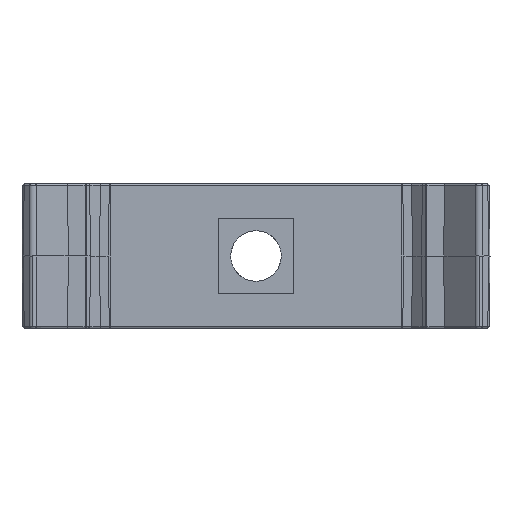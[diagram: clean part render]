
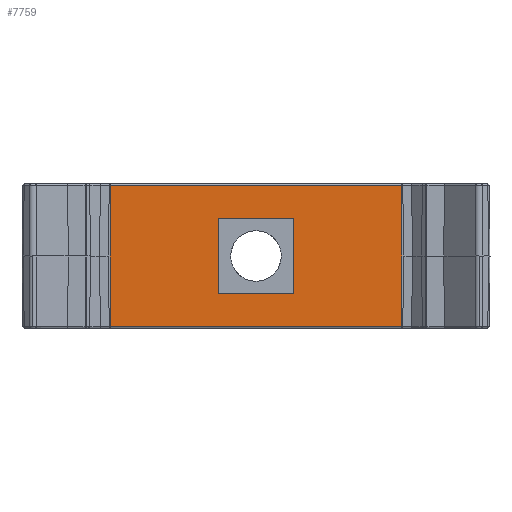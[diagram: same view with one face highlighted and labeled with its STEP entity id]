
A CAD part, front view. The second image highlights one B-rep face of the part: STEP entity #7759.
In plain terms, the highlighted planar face has unit normal (0, -1, 0).
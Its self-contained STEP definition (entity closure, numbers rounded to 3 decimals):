
#242 = CARTESIAN_POINT ( 'NONE',  ( 16.1, 0., -7.8 ) ) ;
#500 = VERTEX_POINT ( 'NONE', #5941 ) ;
#650 = VERTEX_POINT ( 'NONE', #5057 ) ;
#743 = DIRECTION ( 'NONE',  ( 0., 0., 1. ) ) ;
#983 = VECTOR ( 'NONE', #2331, 1000. ) ;
#1072 = VECTOR ( 'NONE', #8308, 1000. ) ;
#1219 = EDGE_LOOP ( 'NONE', ( #2272, #3824, #11378, #2257, #2069, #3757 ) ) ;
#1251 = VECTOR ( 'NONE', #7065, 1000. ) ;
#1422 = LINE ( 'NONE', #14371, #1072 ) ;
#1781 = CARTESIAN_POINT ( 'NONE',  ( 16.1, 0., 7.8 ) ) ;
#1968 = VERTEX_POINT ( 'NONE', #2743 ) ;
#2069 = ORIENTED_EDGE ( 'NONE', *, *, #12276, .F. ) ;
#2257 = ORIENTED_EDGE ( 'NONE', *, *, #14060, .F. ) ;
#2272 = ORIENTED_EDGE ( 'NONE', *, *, #4706, .F. ) ;
#2298 = CARTESIAN_POINT ( 'NONE',  ( 16.1, 0., 0. ) ) ;
#2331 = DIRECTION ( 'NONE',  ( 0., 0., -1. ) ) ;
#2344 = VECTOR ( 'NONE', #5117, 1000. ) ;
#2399 = VECTOR ( 'NONE', #3331, 1000. ) ;
#2696 = ORIENTED_EDGE ( 'NONE', *, *, #5531, .F. ) ;
#2743 = CARTESIAN_POINT ( 'NONE',  ( -4.15, 0., -4.15 ) ) ;
#2827 = LINE ( 'NONE', #8133, #1251 ) ;
#3234 = EDGE_CURVE ( 'NONE', #3565, #500, #4968, .T. ) ;
#3331 = DIRECTION ( 'NONE',  ( 0., 0., -1. ) ) ;
#3543 = LINE ( 'NONE', #10902, #5617 ) ;
#3565 = VERTEX_POINT ( 'NONE', #9325 ) ;
#3757 = ORIENTED_EDGE ( 'NONE', *, *, #8091, .F. ) ;
#3824 = ORIENTED_EDGE ( 'NONE', *, *, #3234, .F. ) ;
#3933 = EDGE_CURVE ( 'NONE', #13209, #1968, #13206, .T. ) ;
#4241 = FACE_BOUND ( 'NONE', #13109, .T. ) ;
#4340 = DIRECTION ( 'NONE',  ( 1., 0., 0. ) ) ;
#4572 = FACE_OUTER_BOUND ( 'NONE', #1219, .T. ) ;
#4706 = EDGE_CURVE ( 'NONE', #500, #9310, #10561, .T. ) ;
#4825 = DIRECTION ( 'NONE',  ( 0., 0., -1. ) ) ;
#4968 = LINE ( 'NONE', #11161, #8643 ) ;
#5057 = CARTESIAN_POINT ( 'NONE',  ( 16.1, 0., 7.8 ) ) ;
#5117 = DIRECTION ( 'NONE',  ( 0., 0., 1. ) ) ;
#5263 = LINE ( 'NONE', #1781, #11063 ) ;
#5506 = CARTESIAN_POINT ( 'NONE',  ( 16.1, 0., 8. ) ) ;
#5531 = EDGE_CURVE ( 'NONE', #1968, #7951, #3543, .T. ) ;
#5617 = VECTOR ( 'NONE', #4340, 1000. ) ;
#5815 = DIRECTION ( 'NONE',  ( -1., 0., 0. ) ) ;
#5941 = CARTESIAN_POINT ( 'NONE',  ( -16.1, 0., 0. ) ) ;
#6339 = ORIENTED_EDGE ( 'NONE', *, *, #8509, .F. ) ;
#6613 = CARTESIAN_POINT ( 'NONE',  ( 4.15, 0., 4.15 ) ) ;
#6731 = LINE ( 'NONE', #11227, #983 ) ;
#7065 = DIRECTION ( 'NONE',  ( 0., 0., 1. ) ) ;
#7189 = AXIS2_PLACEMENT_3D ( 'NONE', #9675, #8652, #743 ) ;
#7759 = ADVANCED_FACE ( 'NONE', ( #4572, #4241 ), #8695, .F. ) ;
#7805 = LINE ( 'NONE', #5506, #2399 ) ;
#7951 = VERTEX_POINT ( 'NONE', #10194 ) ;
#8087 = CARTESIAN_POINT ( 'NONE',  ( 16.1, 0., -7.8 ) ) ;
#8091 = EDGE_CURVE ( 'NONE', #9310, #650, #5263, .T. ) ;
#8133 = CARTESIAN_POINT ( 'NONE',  ( 4.15, 0., 8. ) ) ;
#8308 = DIRECTION ( 'NONE',  ( -1., 0., 0. ) ) ;
#8509 = EDGE_CURVE ( 'NONE', #7951, #10051, #2827, .T. ) ;
#8643 = VECTOR ( 'NONE', #8969, 1000. ) ;
#8652 = DIRECTION ( 'NONE',  ( 0., 1., 0. ) ) ;
#8695 = PLANE ( 'NONE',  #7189 ) ;
#8788 = VECTOR ( 'NONE', #4825, 1000. ) ;
#8969 = DIRECTION ( 'NONE',  ( 0., 0., 1. ) ) ;
#8979 = EDGE_CURVE ( 'NONE', #10051, #13209, #1422, .T. ) ;
#9310 = VERTEX_POINT ( 'NONE', #11243 ) ;
#9325 = CARTESIAN_POINT ( 'NONE',  ( -16.1, 0., -7.8 ) ) ;
#9504 = ORIENTED_EDGE ( 'NONE', *, *, #3933, .F. ) ;
#9675 = CARTESIAN_POINT ( 'NONE',  ( 16.1, 0., 8. ) ) ;
#10051 = VERTEX_POINT ( 'NONE', #6613 ) ;
#10194 = CARTESIAN_POINT ( 'NONE',  ( 4.15, 0., -4.15 ) ) ;
#10305 = CARTESIAN_POINT ( 'NONE',  ( -4.15, 0., 4.15 ) ) ;
#10438 = LINE ( 'NONE', #242, #12560 ) ;
#10561 = LINE ( 'NONE', #11852, #2344 ) ;
#10902 = CARTESIAN_POINT ( 'NONE',  ( 16.1, 0., -4.15 ) ) ;
#11063 = VECTOR ( 'NONE', #13175, 1000. ) ;
#11161 = CARTESIAN_POINT ( 'NONE',  ( -16.1, 0., 8. ) ) ;
#11227 = CARTESIAN_POINT ( 'NONE',  ( 16.1, 0., 8. ) ) ;
#11243 = CARTESIAN_POINT ( 'NONE',  ( -16.1, 0., 7.8 ) ) ;
#11378 = ORIENTED_EDGE ( 'NONE', *, *, #11952, .F. ) ;
#11406 = VERTEX_POINT ( 'NONE', #2298 ) ;
#11663 = ORIENTED_EDGE ( 'NONE', *, *, #8979, .F. ) ;
#11852 = CARTESIAN_POINT ( 'NONE',  ( -16.1, 0., 8. ) ) ;
#11952 = EDGE_CURVE ( 'NONE', #13649, #3565, #10438, .T. ) ;
#12276 = EDGE_CURVE ( 'NONE', #650, #11406, #7805, .T. ) ;
#12560 = VECTOR ( 'NONE', #5815, 1000. ) ;
#13109 = EDGE_LOOP ( 'NONE', ( #9504, #11663, #6339, #2696 ) ) ;
#13175 = DIRECTION ( 'NONE',  ( 1., 0., 0. ) ) ;
#13206 = LINE ( 'NONE', #13737, #8788 ) ;
#13209 = VERTEX_POINT ( 'NONE', #10305 ) ;
#13649 = VERTEX_POINT ( 'NONE', #8087 ) ;
#13737 = CARTESIAN_POINT ( 'NONE',  ( -4.15, 0., 8. ) ) ;
#14060 = EDGE_CURVE ( 'NONE', #11406, #13649, #6731, .T. ) ;
#14371 = CARTESIAN_POINT ( 'NONE',  ( 16.1, 0., 4.15 ) ) ;
